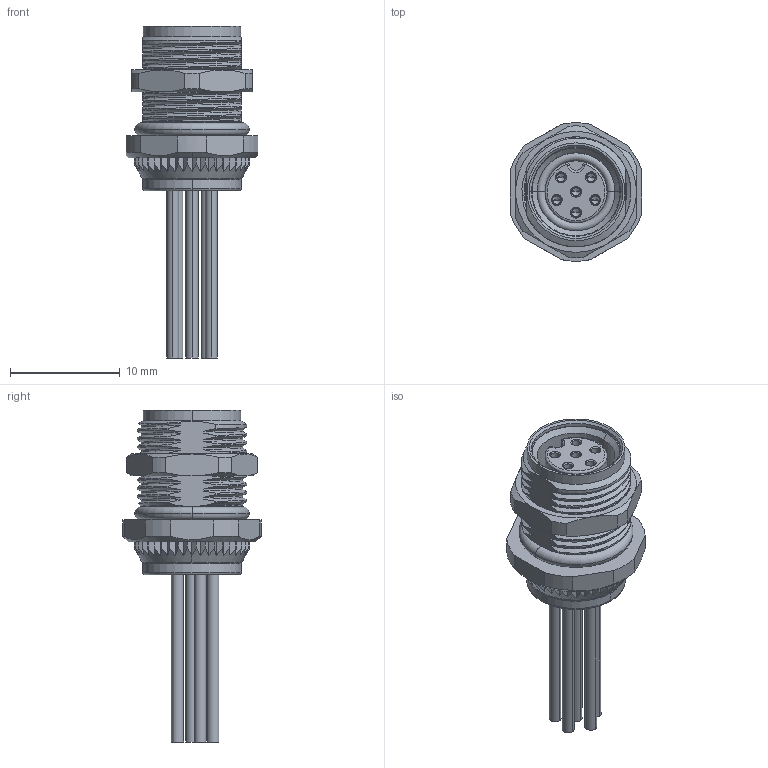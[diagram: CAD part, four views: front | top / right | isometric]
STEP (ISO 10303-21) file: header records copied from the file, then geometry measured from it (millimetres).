
FILE_DESCRIPTION((''),'2;1');
FILE_NAME('PRT0004','2023-08-24T',('gongchengVI'),(''),'PRO/ENGINEER BY PARAMETRIC TECHNOLOGY CORPORATION, 2010280','PRO/ENGINEER BY PARAMETRIC TECHNOLOGY CORPORATION, 2010280','');
FILE_SCHEMA(('CONFIG_CONTROL_DESIGN'));
Length unit declared in the file: millimetre
Products named in the file (1): PRT0004
Bounding box: 12 x 12.6 x 30.2 mm (x, y, z)
Surface area: 3045.3 mm2 (no closed solid volume)
Topology: 0 solids, 18 shells, 750 faces, 1888 edges, 1198 vertices
Faces by surface type: cylinder 268, plane 250, cone 128, bspline 74, torus 30
Entity records: 34690 total; most frequent: CARTESIAN_POINT 17086, ORIENTED_EDGE 3728, DIRECTION 3557, EDGE_CURVE 1864, AXIS2_PLACEMENT_3D 1385, VERTEX_POINT 1198, EDGE_LOOP 830, VECTOR 787
